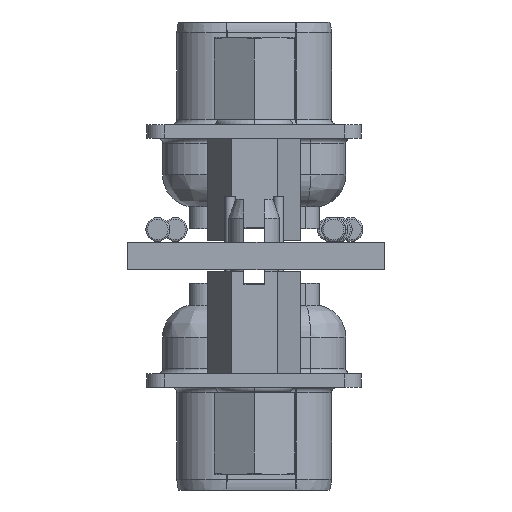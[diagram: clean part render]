
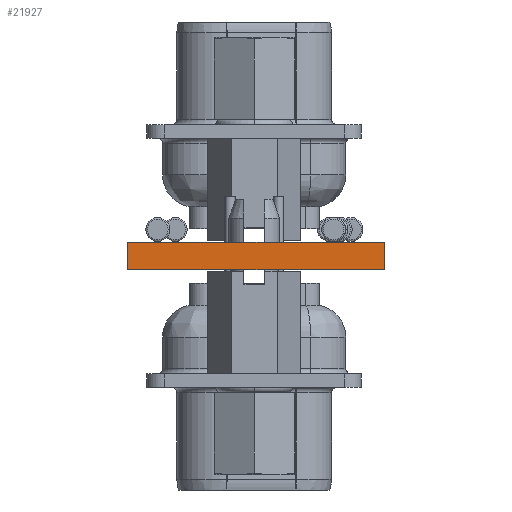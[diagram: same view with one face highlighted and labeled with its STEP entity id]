
A CAD part, left-side view. The second image highlights one B-rep face of the part: STEP entity #21927.
In plain terms, the highlighted planar face has unit normal (-1, 0, 0).
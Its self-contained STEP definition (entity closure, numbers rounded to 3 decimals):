
#21746 = PLANE('',#21747);
#21747 = AXIS2_PLACEMENT_3D('',#21748,#21749,#21750);
#21748 = CARTESIAN_POINT('',(180.,-70.,0.));
#21749 = DIRECTION('',(0.,-1.,0.));
#21750 = DIRECTION('',(-1.,0.,0.));
#21771 = VERTEX_POINT('',#21772);
#21772 = CARTESIAN_POINT('',(80.,-70.,1.6));
#21786 = PLANE('',#21787);
#21787 = AXIS2_PLACEMENT_3D('',#21788,#21789,#21790);
#21788 = CARTESIAN_POINT('',(130.,-77.5,1.6));
#21789 = DIRECTION('',(0.,0.,1.));
#21790 = DIRECTION('',(1.,0.,0.));
#21798 = EDGE_CURVE('',#21799,#21771,#21801,.T.);
#21799 = VERTEX_POINT('',#21800);
#21800 = CARTESIAN_POINT('',(80.,-70.,0.));
#21801 = SURFACE_CURVE('',#21802,(#21806,#21813),.PCURVE_S1.);
#21802 = LINE('',#21803,#21804);
#21803 = CARTESIAN_POINT('',(80.,-70.,0.));
#21804 = VECTOR('',#21805,1.);
#21805 = DIRECTION('',(0.,0.,1.));
#21806 = PCURVE('',#21746,#21807);
#21807 = DEFINITIONAL_REPRESENTATION('',(#21808),#21812);
#21808 = LINE('',#21809,#21810);
#21809 = CARTESIAN_POINT('',(100.,0.));
#21810 = VECTOR('',#21811,1.);
#21811 = DIRECTION('',(0.,-1.));
#21812 = ( GEOMETRIC_REPRESENTATION_CONTEXT(2) 
PARAMETRIC_REPRESENTATION_CONTEXT() REPRESENTATION_CONTEXT('2D SPACE',''
  ) );
#21813 = PCURVE('',#21814,#21819);
#21814 = PLANE('',#21815);
#21815 = AXIS2_PLACEMENT_3D('',#21816,#21817,#21818);
#21816 = CARTESIAN_POINT('',(80.,-70.,0.));
#21817 = DIRECTION('',(1.,0.,0.));
#21818 = DIRECTION('',(0.,-1.,0.));
#21819 = DEFINITIONAL_REPRESENTATION('',(#21820),#21824);
#21820 = LINE('',#21821,#21822);
#21821 = CARTESIAN_POINT('',(0.,0.));
#21822 = VECTOR('',#21823,1.);
#21823 = DIRECTION('',(0.,-1.));
#21824 = ( GEOMETRIC_REPRESENTATION_CONTEXT(2) 
PARAMETRIC_REPRESENTATION_CONTEXT() REPRESENTATION_CONTEXT('2D SPACE',''
  ) );
#21840 = PLANE('',#21841);
#21841 = AXIS2_PLACEMENT_3D('',#21842,#21843,#21844);
#21842 = CARTESIAN_POINT('',(130.,-77.5,0.));
#21843 = DIRECTION('',(0.,0.,1.));
#21844 = DIRECTION('',(1.,0.,0.));
#21873 = PLANE('',#21874);
#21874 = AXIS2_PLACEMENT_3D('',#21875,#21876,#21877);
#21875 = CARTESIAN_POINT('',(80.,-85.,0.));
#21876 = DIRECTION('',(0.,1.,0.));
#21877 = DIRECTION('',(1.,0.,0.));
#21927 = ADVANCED_FACE('',(#21928),#21814,.F.);
#21928 = FACE_BOUND('',#21929,.F.);
#21929 = EDGE_LOOP('',(#21930,#21931,#21954,#21977));
#21930 = ORIENTED_EDGE('',*,*,#21798,.T.);
#21931 = ORIENTED_EDGE('',*,*,#21932,.T.);
#21932 = EDGE_CURVE('',#21771,#21933,#21935,.T.);
#21933 = VERTEX_POINT('',#21934);
#21934 = CARTESIAN_POINT('',(80.,-85.,1.6));
#21935 = SURFACE_CURVE('',#21936,(#21940,#21947),.PCURVE_S1.);
#21936 = LINE('',#21937,#21938);
#21937 = CARTESIAN_POINT('',(80.,-70.,1.6));
#21938 = VECTOR('',#21939,1.);
#21939 = DIRECTION('',(0.,-1.,0.));
#21940 = PCURVE('',#21814,#21941);
#21941 = DEFINITIONAL_REPRESENTATION('',(#21942),#21946);
#21942 = LINE('',#21943,#21944);
#21943 = CARTESIAN_POINT('',(0.,-1.6));
#21944 = VECTOR('',#21945,1.);
#21945 = DIRECTION('',(1.,0.));
#21946 = ( GEOMETRIC_REPRESENTATION_CONTEXT(2) 
PARAMETRIC_REPRESENTATION_CONTEXT() REPRESENTATION_CONTEXT('2D SPACE',''
  ) );
#21947 = PCURVE('',#21786,#21948);
#21948 = DEFINITIONAL_REPRESENTATION('',(#21949),#21953);
#21949 = LINE('',#21950,#21951);
#21950 = CARTESIAN_POINT('',(-50.,7.5));
#21951 = VECTOR('',#21952,1.);
#21952 = DIRECTION('',(0.,-1.));
#21953 = ( GEOMETRIC_REPRESENTATION_CONTEXT(2) 
PARAMETRIC_REPRESENTATION_CONTEXT() REPRESENTATION_CONTEXT('2D SPACE',''
  ) );
#21954 = ORIENTED_EDGE('',*,*,#21955,.F.);
#21955 = EDGE_CURVE('',#21956,#21933,#21958,.T.);
#21956 = VERTEX_POINT('',#21957);
#21957 = CARTESIAN_POINT('',(80.,-85.,0.));
#21958 = SURFACE_CURVE('',#21959,(#21963,#21970),.PCURVE_S1.);
#21959 = LINE('',#21960,#21961);
#21960 = CARTESIAN_POINT('',(80.,-85.,0.));
#21961 = VECTOR('',#21962,1.);
#21962 = DIRECTION('',(0.,0.,1.));
#21963 = PCURVE('',#21814,#21964);
#21964 = DEFINITIONAL_REPRESENTATION('',(#21965),#21969);
#21965 = LINE('',#21966,#21967);
#21966 = CARTESIAN_POINT('',(15.,0.));
#21967 = VECTOR('',#21968,1.);
#21968 = DIRECTION('',(0.,-1.));
#21969 = ( GEOMETRIC_REPRESENTATION_CONTEXT(2) 
PARAMETRIC_REPRESENTATION_CONTEXT() REPRESENTATION_CONTEXT('2D SPACE',''
  ) );
#21970 = PCURVE('',#21873,#21971);
#21971 = DEFINITIONAL_REPRESENTATION('',(#21972),#21976);
#21972 = LINE('',#21973,#21974);
#21973 = CARTESIAN_POINT('',(0.,0.));
#21974 = VECTOR('',#21975,1.);
#21975 = DIRECTION('',(0.,-1.));
#21976 = ( GEOMETRIC_REPRESENTATION_CONTEXT(2) 
PARAMETRIC_REPRESENTATION_CONTEXT() REPRESENTATION_CONTEXT('2D SPACE',''
  ) );
#21977 = ORIENTED_EDGE('',*,*,#21978,.F.);
#21978 = EDGE_CURVE('',#21799,#21956,#21979,.T.);
#21979 = SURFACE_CURVE('',#21980,(#21984,#21991),.PCURVE_S1.);
#21980 = LINE('',#21981,#21982);
#21981 = CARTESIAN_POINT('',(80.,-70.,0.));
#21982 = VECTOR('',#21983,1.);
#21983 = DIRECTION('',(0.,-1.,0.));
#21984 = PCURVE('',#21814,#21985);
#21985 = DEFINITIONAL_REPRESENTATION('',(#21986),#21990);
#21986 = LINE('',#21987,#21988);
#21987 = CARTESIAN_POINT('',(0.,0.));
#21988 = VECTOR('',#21989,1.);
#21989 = DIRECTION('',(1.,0.));
#21990 = ( GEOMETRIC_REPRESENTATION_CONTEXT(2) 
PARAMETRIC_REPRESENTATION_CONTEXT() REPRESENTATION_CONTEXT('2D SPACE',''
  ) );
#21991 = PCURVE('',#21840,#21992);
#21992 = DEFINITIONAL_REPRESENTATION('',(#21993),#21997);
#21993 = LINE('',#21994,#21995);
#21994 = CARTESIAN_POINT('',(-50.,7.5));
#21995 = VECTOR('',#21996,1.);
#21996 = DIRECTION('',(0.,-1.));
#21997 = ( GEOMETRIC_REPRESENTATION_CONTEXT(2) 
PARAMETRIC_REPRESENTATION_CONTEXT() REPRESENTATION_CONTEXT('2D SPACE',''
  ) );
